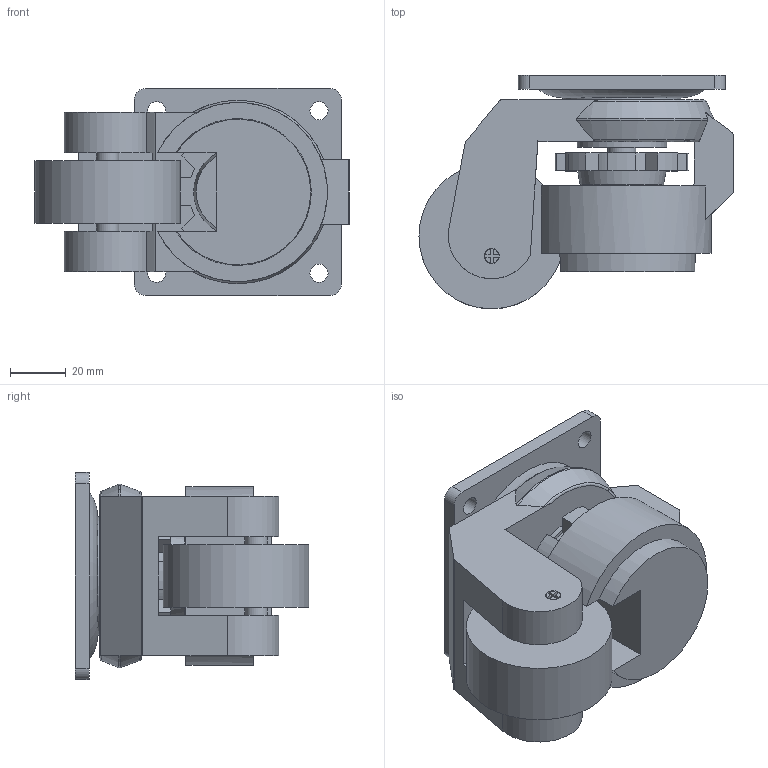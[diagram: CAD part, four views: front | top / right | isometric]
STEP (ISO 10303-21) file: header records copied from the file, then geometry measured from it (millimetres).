
FILE_DESCRIPTION( ( 'STEP AP214' ), '1' );
FILE_NAME( 'SK6-B5082P-X.stp', '2023-05-08T00:59:13', ( 'License CC BY-ND 4.0' ), ( 'CADENAS' ), ' ', 'PARTsolutions', ' ' );
FILE_SCHEMA( ( 'AUTOMOTIVE_DESIGN { 1 0 10303 214 1 1 1 1 }' ) );
Length unit declared in the file: millimetre
Products named in the file (1): _SK6-B5082P-X
Bounding box: 112.3 x 83.5 x 74 mm (x, y, z)
Volume: 286419.1 mm3; surface area: 56759.5 mm2
Topology: 1 solids, 1 shells, 145 faces, 385 edges, 257 vertices
Faces by surface type: plane 83, cylinder 50, torus 7, cone 5
Full cylindrical faces by diameter (mm): 5.42 x2, 6.5 x4, 8 x2, 10 x2, 32 x1, 42.182 x1, 52 x1
Entity records: 5705 total; most frequent: CARTESIAN_POINT 882, DIRECTION 759, ORIENTED_EDGE 736, EDGE_CURVE 368, AXIS2_PLACEMENT_3D 266, VERTEX_POINT 255, LINE 227, VECTOR 227
